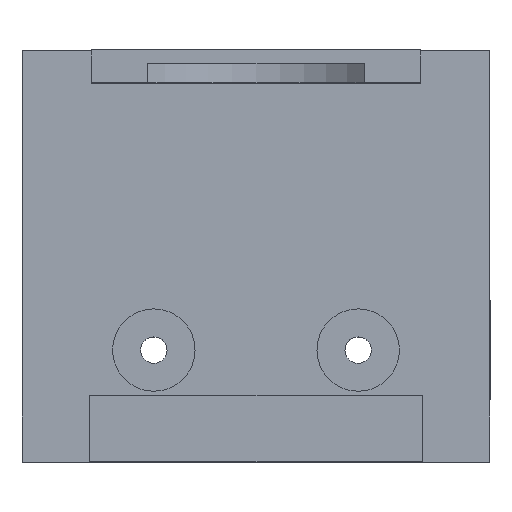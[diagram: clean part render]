
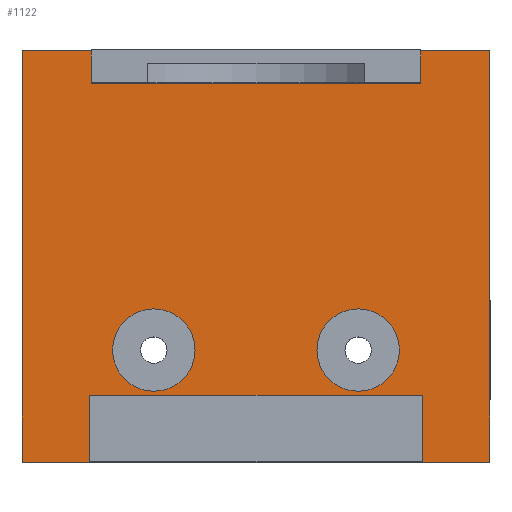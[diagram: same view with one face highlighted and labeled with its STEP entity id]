
A CAD part, top view. The second image highlights one B-rep face of the part: STEP entity #1122.
In plain terms, the highlighted planar face has unit normal (0, 0, 1).
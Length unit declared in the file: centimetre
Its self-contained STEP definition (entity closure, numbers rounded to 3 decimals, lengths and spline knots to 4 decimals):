
#38=FACE_BOUND('',#166,.T.);
#39=FACE_BOUND('',#167,.T.);
#98=FACE_OUTER_BOUND('',#165,.T.);
#165=EDGE_LOOP('',(#941,#942,#943,#944,#945,#946,#947,#948,#949,#950,#951,
#952));
#166=EDGE_LOOP('',(#953));
#167=EDGE_LOOP('',(#954));
#224=LINE('',#1642,#344);
#243=LINE('',#1707,#363);
#247=LINE('',#1715,#367);
#252=LINE('',#1724,#372);
#268=LINE('',#1778,#388);
#276=LINE('',#1793,#396);
#277=LINE('',#1795,#397);
#283=LINE('',#1822,#403);
#285=LINE('',#1825,#405);
#286=LINE('',#1826,#406);
#287=LINE('',#1827,#407);
#288=LINE('',#1828,#408);
#344=VECTOR('',#1309,1.);
#363=VECTOR('',#1352,1.);
#367=VECTOR('',#1358,1.);
#372=VECTOR('',#1367,1.);
#388=VECTOR('',#1421,1.);
#396=VECTOR('',#1433,1.);
#397=VECTOR('',#1436,1.);
#403=VECTOR('',#1468,1.);
#405=VECTOR('',#1472,1.);
#406=VECTOR('',#1473,1.);
#407=VECTOR('',#1474,1.);
#408=VECTOR('',#1475,1.);
#455=CIRCLE('',#1211,1.25);
#457=CIRCLE('',#1215,1.25);
#498=VERTEX_POINT('',#1639);
#499=VERTEX_POINT('',#1641);
#512=VERTEX_POINT('',#1704);
#513=VERTEX_POINT('',#1706);
#515=VERTEX_POINT('',#1712);
#518=VERTEX_POINT('',#1722);
#536=VERTEX_POINT('',#1775);
#537=VERTEX_POINT('',#1777);
#541=VERTEX_POINT('',#1789);
#542=VERTEX_POINT('',#1791);
#545=VERTEX_POINT('',#1805);
#547=VERTEX_POINT('',#1812);
#549=VERTEX_POINT('',#1819);
#550=VERTEX_POINT('',#1821);
#612=EDGE_CURVE('',#499,#498,#224,.T.);
#635=EDGE_CURVE('',#513,#512,#243,.T.);
#639=EDGE_CURVE('',#512,#515,#247,.T.);
#644=EDGE_CURVE('',#518,#513,#252,.T.);
#670=EDGE_CURVE('',#537,#536,#268,.T.);
#678=EDGE_CURVE('',#541,#542,#276,.T.);
#679=EDGE_CURVE('',#542,#537,#277,.T.);
#684=EDGE_CURVE('',#545,#545,#455,.T.);
#687=EDGE_CURVE('',#547,#547,#457,.T.);
#691=EDGE_CURVE('',#549,#550,#283,.T.);
#693=EDGE_CURVE('',#550,#515,#285,.T.);
#694=EDGE_CURVE('',#549,#541,#286,.T.);
#695=EDGE_CURVE('',#536,#499,#287,.T.);
#696=EDGE_CURVE('',#518,#498,#288,.T.);
#941=ORIENTED_EDGE('',*,*,#639,.T.);
#942=ORIENTED_EDGE('',*,*,#693,.F.);
#943=ORIENTED_EDGE('',*,*,#691,.F.);
#944=ORIENTED_EDGE('',*,*,#694,.T.);
#945=ORIENTED_EDGE('',*,*,#678,.T.);
#946=ORIENTED_EDGE('',*,*,#679,.T.);
#947=ORIENTED_EDGE('',*,*,#670,.T.);
#948=ORIENTED_EDGE('',*,*,#695,.T.);
#949=ORIENTED_EDGE('',*,*,#612,.T.);
#950=ORIENTED_EDGE('',*,*,#696,.F.);
#951=ORIENTED_EDGE('',*,*,#644,.T.);
#952=ORIENTED_EDGE('',*,*,#635,.T.);
#953=ORIENTED_EDGE('',*,*,#684,.T.);
#954=ORIENTED_EDGE('',*,*,#687,.T.);
#1068=PLANE('',#1219);
#1122=ADVANCED_FACE('',(#98,#38,#39),#1068,.T.);
#1211=AXIS2_PLACEMENT_3D('',#1806,#1449,#1450);
#1215=AXIS2_PLACEMENT_3D('',#1813,#1458,#1459);
#1219=AXIS2_PLACEMENT_3D('',#1824,#1470,#1471);
#1309=DIRECTION('',(0.,1.,0.));
#1352=DIRECTION('',(-1.,0.,0.));
#1358=DIRECTION('',(0.,1.,0.));
#1367=DIRECTION('',(0.,-1.,0.));
#1421=DIRECTION('',(0.,-1.,0.));
#1433=DIRECTION('',(0.,1.,0.));
#1436=DIRECTION('',(1.,0.,0.));
#1449=DIRECTION('center_axis',(0.,0.,-1.));
#1450=DIRECTION('ref_axis',(-1.,0.,0.));
#1458=DIRECTION('center_axis',(0.,0.,-1.));
#1459=DIRECTION('ref_axis',(-1.,0.,0.));
#1468=DIRECTION('',(0.,1.,0.));
#1470=DIRECTION('center_axis',(0.,0.,1.));
#1471=DIRECTION('ref_axis',(1.,0.,0.));
#1472=DIRECTION('',(1.,0.,0.));
#1473=DIRECTION('',(1.,0.,0.));
#1474=DIRECTION('',(1.,0.,0.));
#1475=DIRECTION('',(1.,0.,0.));
#1639=CARTESIAN_POINT('',(14.2,12.5,2.));
#1641=CARTESIAN_POINT('',(14.2,0.,2.));
#1642=CARTESIAN_POINT('',(14.2,0.,2.));
#1704=CARTESIAN_POINT('',(2.1,11.5,2.));
#1706=CARTESIAN_POINT('',(12.1,11.5,2.));
#1707=CARTESIAN_POINT('',(3.55,11.5,2.));
#1712=CARTESIAN_POINT('',(2.1,12.5,2.));
#1715=CARTESIAN_POINT('',(2.1,6.25,2.));
#1722=CARTESIAN_POINT('',(12.1,12.5,2.));
#1724=CARTESIAN_POINT('',(12.1,6.25,2.));
#1775=CARTESIAN_POINT('',(12.15,0.,2.));
#1777=CARTESIAN_POINT('',(12.15,2.,2.));
#1778=CARTESIAN_POINT('',(12.15,0.,2.));
#1789=CARTESIAN_POINT('',(2.05,0.,2.));
#1791=CARTESIAN_POINT('',(2.05,2.,2.));
#1793=CARTESIAN_POINT('',(2.05,0.,2.));
#1795=CARTESIAN_POINT('',(3.55,2.,2.));
#1805=CARTESIAN_POINT('',(5.25,3.4,2.));
#1806=CARTESIAN_POINT('Origin',(4.,3.4,2.));
#1812=CARTESIAN_POINT('',(11.45,3.4,2.));
#1813=CARTESIAN_POINT('Origin',(10.2,3.4,2.));
#1819=CARTESIAN_POINT('',(0.,0.,2.));
#1821=CARTESIAN_POINT('',(0.,12.5,2.));
#1822=CARTESIAN_POINT('',(0.,0.,2.));
#1824=CARTESIAN_POINT('Origin',(0.,0.,2.));
#1825=CARTESIAN_POINT('',(0.,12.5,2.));
#1826=CARTESIAN_POINT('',(0.,0.,2.));
#1827=CARTESIAN_POINT('',(0.,0.,2.));
#1828=CARTESIAN_POINT('',(0.,12.5,2.));
